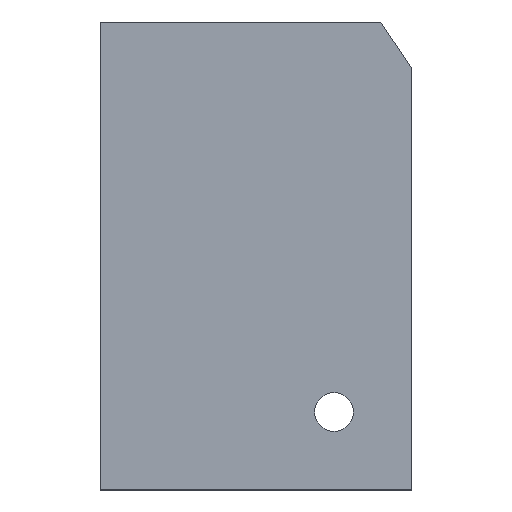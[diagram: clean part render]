
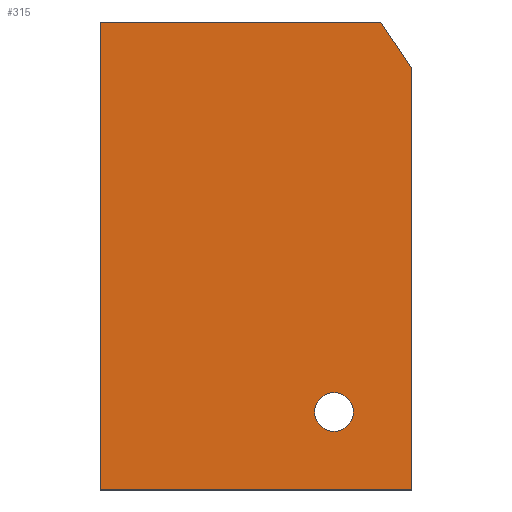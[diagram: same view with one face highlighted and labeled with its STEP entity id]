
A CAD part, top view. The second image highlights one B-rep face of the part: STEP entity #315.
In plain terms, the highlighted planar face has unit normal (0, 0, 1).
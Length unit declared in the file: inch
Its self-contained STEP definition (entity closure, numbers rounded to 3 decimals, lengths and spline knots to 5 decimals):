
#182=CIRCLE('',#357,0.125);
#200=ORIENTED_EDGE('',*,*,#231,.T.);
#201=ORIENTED_EDGE('',*,*,#227,.T.);
#202=ORIENTED_EDGE('',*,*,#232,.T.);
#203=ORIENTED_EDGE('',*,*,#228,.T.);
#204=ORIENTED_EDGE('',*,*,#220,.T.);
#205=ORIENTED_EDGE('',*,*,#224,.T.);
#220=EDGE_CURVE('',#238,#237,#249,.T.);
#224=EDGE_CURVE('',#237,#240,#253,.T.);
#227=EDGE_CURVE('',#240,#242,#256,.T.);
#228=EDGE_CURVE('',#243,#238,#257,.T.);
#231=EDGE_CURVE('',#245,#245,#182,.T.);
#232=EDGE_CURVE('',#242,#243,#260,.F.);
#237=VERTEX_POINT('',#483);
#238=VERTEX_POINT('',#485);
#240=VERTEX_POINT('',#491);
#242=VERTEX_POINT('',#497);
#243=VERTEX_POINT('',#501);
#245=VERTEX_POINT('',#507);
#249=LINE('',#484,#264);
#253=LINE('',#492,#268);
#256=LINE('',#498,#271);
#257=LINE('',#500,#272);
#260=LINE('',#508,#275);
#264=VECTOR('',#394,39.37008);
#268=VECTOR('',#400,39.37008);
#271=VECTOR('',#405,39.37008);
#272=VECTOR('',#408,39.37008);
#275=VECTOR('',#415,39.37008);
#281=EDGE_LOOP('',(#200));
#282=EDGE_LOOP('',(#201,#202,#203,#204,#205));
#292=FACE_BOUND('',#281,.T.);
#293=FACE_BOUND('',#282,.T.);
#303=PLANE('',#356);
#315=ADVANCED_FACE('',(#292,#293),#303,.T.);
#356=AXIS2_PLACEMENT_3D('',#505,#411,#412);
#357=AXIS2_PLACEMENT_3D('',#506,#413,#414);
#394=DIRECTION('',(0.,-1.,0.));
#400=DIRECTION('',(1.,0.,0.));
#405=DIRECTION('',(0.,1.,0.));
#408=DIRECTION('',(-1.,0.,0.));
#411=DIRECTION('',(0.,0.,1.));
#412=DIRECTION('',(1.,0.,0.));
#413=DIRECTION('',(0.,0.,-1.));
#414=DIRECTION('',(-1.,0.,0.));
#415=DIRECTION('',(0.555,-0.832,0.));
#483=CARTESIAN_POINT('',(-1.,-1.5,0.125));
#484=CARTESIAN_POINT('',(-1.,1.5,0.125));
#485=CARTESIAN_POINT('',(-1.,1.5,0.125));
#491=CARTESIAN_POINT('',(1.,-1.5,0.125));
#492=CARTESIAN_POINT('',(-1.,-1.5,0.125));
#497=CARTESIAN_POINT('',(1.,1.2,0.125));
#498=CARTESIAN_POINT('',(1.,-1.5,0.125));
#500=CARTESIAN_POINT('',(1.,1.5,0.125));
#501=CARTESIAN_POINT('',(0.8,1.5,0.125));
#505=CARTESIAN_POINT('',(0.,0.,0.125));
#506=CARTESIAN_POINT('',(0.5,-1.,0.125));
#507=CARTESIAN_POINT('',(0.375,-1.,0.125));
#508=CARTESIAN_POINT('',(1.24615,0.83077,0.125));
